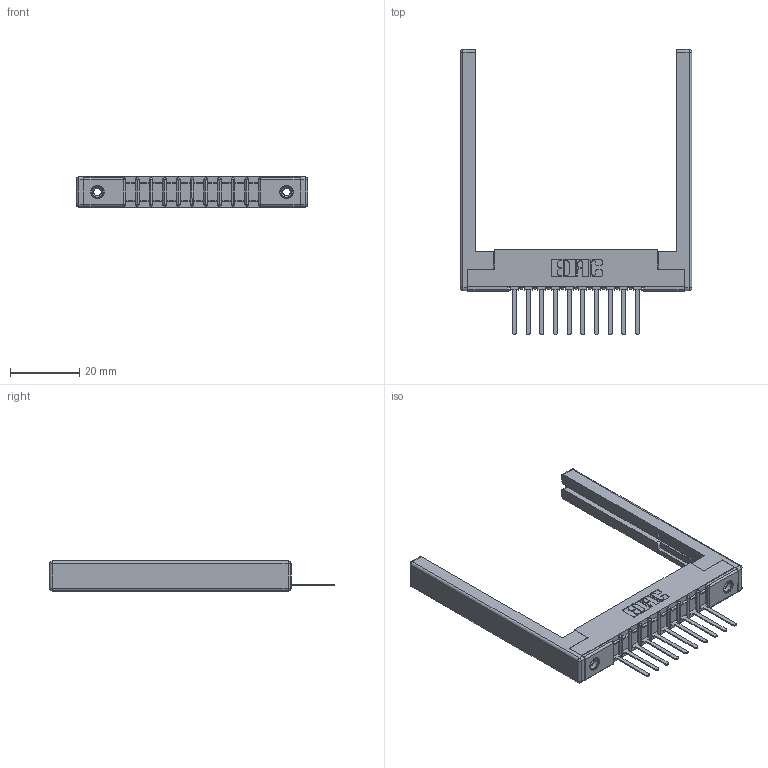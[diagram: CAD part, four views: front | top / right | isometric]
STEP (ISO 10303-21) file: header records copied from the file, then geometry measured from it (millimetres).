
FILE_DESCRIPTION (( 'STEP AP203' ), '1' );
FILE_NAME ('307-010-441-168.STEP', '2020-09-25T08:13:12', ( '' ), ( '' ), 'SwSTEP 2.0', 'SolidWorks 2020', '' );
FILE_SCHEMA (( 'CONFIG_CONTROL_DESIGN' ));
Length unit declared in the file: inch
Products named in the file (5): 307-010-441-168; 307-290-002_541; 345-250-001_345-250-001-102; 307-220-068; 307 Part_.156 Dia Mounting Holes
Assembly tree (15 placements, depth 2):
  307-010-441-168
    307 Part_.156 Dia Mounting Holes
    307-290-002_541  x10
    307-220-068  x2
    345-250-001_345-250-001-102  x2
Bounding box: 67.06 x 82.55 x 8.71 mm (x, y, z)
Volume: 9007.6 mm3; surface area: 11615.4 mm2
Topology: 15 solids, 15 shells, 1023 faces, 3033 edges, 1970 vertices
Faces by surface type: plane 608, cylinder 369, sphere 30, cone 12, torus 4
Entity records: 15995 total; most frequent: CARTESIAN_POINT 2657, ORIENTED_EDGE 2636, DIRECTION 2614, EDGE_CURVE 1318, LINE 992, VECTOR 992, VERTEX_POINT 854, AXIS2_PLACEMENT_3D 811
